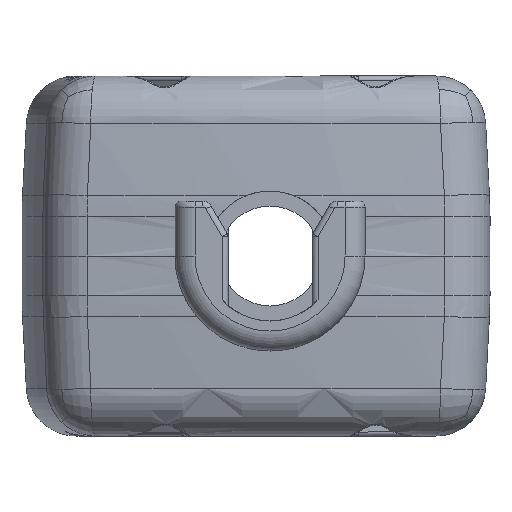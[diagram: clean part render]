
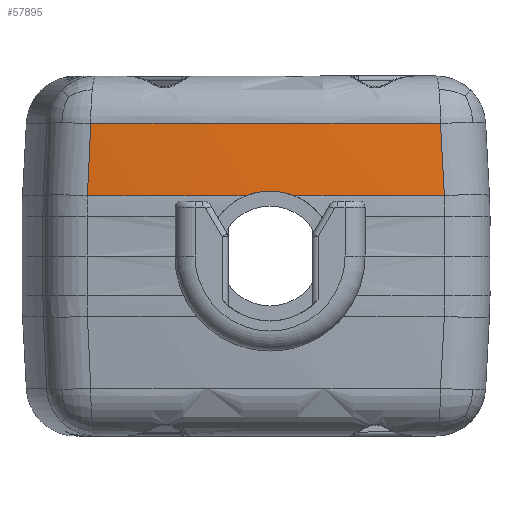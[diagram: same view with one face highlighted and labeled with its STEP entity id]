
A CAD part, front view. The second image highlights one B-rep face of the part: STEP entity #57895.
In plain terms, the highlighted conical face has half-angle 3 degrees and reference radius 90 mm.
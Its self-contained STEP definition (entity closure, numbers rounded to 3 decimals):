
#56=CONICAL_SURFACE('',#61254,90.,0.052);
#426=B_SPLINE_CURVE_WITH_KNOTS('',3,(#101018,#101019,#101020,#101021,#101022,
#101023,#101024,#101025,#101026,#101027,#101028,#101029,#101030,#101031,
#101032,#101033,#101034,#101035,#101036,#101037,#101038,#101039,#101040,
#101041,#101042,#101043,#101044,#101045,#101046,#101047,#101048,#101049,
#101050,#101051,#101052,#101053,#101054,#101055,#101056,#101057,#101058,
#101059,#101060,#101061,#101062,#101063,#101064,#101065,#101066,#101067,
#101068,#101069),.UNSPECIFIED.,.F.,.F.,(4,3,3,3,3,3,3,3,3,3,3,3,3,3,3,3,
3,4),(0.,0.152,0.304,0.457,0.61,
0.763,0.916,1.069,1.222,1.374,
1.45,1.526,1.679,1.831,1.984,
2.138,2.291,2.444),.UNSPECIFIED.);
#481=B_SPLINE_CURVE_WITH_KNOTS('',3,(#105177,#105178,#105179,#105180),
 .UNSPECIFIED.,.F.,.F.,(4,4),(0.,1.),
 .UNSPECIFIED.);
#491=B_SPLINE_CURVE_WITH_KNOTS('',3,(#105530,#105531,#105532,#105533),
 .UNSPECIFIED.,.F.,.F.,(4,4),(0.,1.),
 .UNSPECIFIED.);
#1405=CIRCLE('',#61108,89.973);
#1445=CIRCLE('',#61226,89.784);
#1454=CIRCLE('',#61255,89.973);
#17398=ORIENTED_EDGE('',*,*,#26299,.T.);
#17399=ORIENTED_EDGE('',*,*,#26021,.T.);
#17400=ORIENTED_EDGE('',*,*,#25875,.F.);
#17401=ORIENTED_EDGE('',*,*,#26300,.T.);
#17402=ORIENTED_EDGE('',*,*,#26251,.F.);
#17403=ORIENTED_EDGE('',*,*,#26239,.T.);
#25875=EDGE_CURVE('',#31770,#31771,#426,.T.);
#26021=EDGE_CURVE('',#31862,#31771,#1405,.T.);
#26239=EDGE_CURVE('',#31978,#31977,#1445,.T.);
#26251=EDGE_CURVE('',#31978,#31982,#481,.T.);
#26299=EDGE_CURVE('',#31977,#31862,#491,.F.);
#26300=EDGE_CURVE('',#31770,#31982,#1454,.T.);
#31770=VERTEX_POINT('',#101017);
#31771=VERTEX_POINT('',#101070);
#31862=VERTEX_POINT('',#101781);
#31977=VERTEX_POINT('',#104762);
#31978=VERTEX_POINT('',#104764);
#31982=VERTEX_POINT('',#105181);
#49660=EDGE_LOOP('',(#17398,#17399,#17400,#17401,#17402,#17403));
#52626=FACE_BOUND('',#49660,.T.);
#57895=ADVANCED_FACE('',(#52626),#56,.T.);
#61108=AXIS2_PLACEMENT_3D('',#101791,#74507,#74508);
#61226=AXIS2_PLACEMENT_3D('',#104763,#74874,#74875);
#61254=AXIS2_PLACEMENT_3D('',#105529,#74960,#74961);
#61255=AXIS2_PLACEMENT_3D('',#105534,#74962,#74963);
#74507=DIRECTION('',(0.,0.,-1.));
#74508=DIRECTION('',(-1.,0.,0.));
#74874=DIRECTION('',(0.,0.,1.));
#74875=DIRECTION('',(-1.,0.,0.));
#74960=DIRECTION('',(0.,0.,1.));
#74961=DIRECTION('',(-1.,0.,0.));
#74962=DIRECTION('',(0.,0.,-1.));
#74963=DIRECTION('',(-1.,0.,0.));
#101017=CARTESIAN_POINT('',(11.307,-18.465,-0.523));
#101018=CARTESIAN_POINT('',(11.307,-18.465,-0.523));
#101019=CARTESIAN_POINT('',(11.354,-18.464,-0.542));
#101020=CARTESIAN_POINT('',(11.401,-18.464,-0.559));
#101021=CARTESIAN_POINT('',(11.449,-18.464,-0.575));
#101022=CARTESIAN_POINT('',(11.497,-18.463,-0.592));
#101023=CARTESIAN_POINT('',(11.546,-18.463,-0.607));
#101024=CARTESIAN_POINT('',(11.594,-18.463,-0.621));
#101025=CARTESIAN_POINT('',(11.643,-18.463,-0.635));
#101026=CARTESIAN_POINT('',(11.692,-18.462,-0.648));
#101027=CARTESIAN_POINT('',(11.742,-18.462,-0.66));
#101028=CARTESIAN_POINT('',(11.791,-18.462,-0.672));
#101029=CARTESIAN_POINT('',(11.841,-18.462,-0.683));
#101030=CARTESIAN_POINT('',(11.891,-18.462,-0.693));
#101031=CARTESIAN_POINT('',(11.942,-18.461,-0.702));
#101032=CARTESIAN_POINT('',(11.992,-18.461,-0.71));
#101033=CARTESIAN_POINT('',(12.043,-18.461,-0.718));
#101034=CARTESIAN_POINT('',(12.093,-18.461,-0.725));
#101035=CARTESIAN_POINT('',(12.144,-18.461,-0.731));
#101036=CARTESIAN_POINT('',(12.195,-18.461,-0.736));
#101037=CARTESIAN_POINT('',(12.246,-18.461,-0.74));
#101038=CARTESIAN_POINT('',(12.296,-18.461,-0.744));
#101039=CARTESIAN_POINT('',(12.347,-18.461,-0.746));
#101040=CARTESIAN_POINT('',(12.398,-18.461,-0.749));
#101041=CARTESIAN_POINT('',(12.449,-18.461,-0.75));
#101042=CARTESIAN_POINT('',(12.5,-18.461,-0.75));
#101043=CARTESIAN_POINT('',(12.551,-18.461,-0.75));
#101044=CARTESIAN_POINT('',(12.602,-18.461,-0.749));
#101045=CARTESIAN_POINT('',(12.652,-18.461,-0.746));
#101046=CARTESIAN_POINT('',(12.678,-18.461,-0.745));
#101047=CARTESIAN_POINT('',(12.703,-18.461,-0.744));
#101048=CARTESIAN_POINT('',(12.728,-18.461,-0.742));
#101049=CARTESIAN_POINT('',(12.753,-18.461,-0.74));
#101050=CARTESIAN_POINT('',(12.779,-18.461,-0.738));
#101051=CARTESIAN_POINT('',(12.804,-18.461,-0.736));
#101052=CARTESIAN_POINT('',(12.854,-18.461,-0.731));
#101053=CARTESIAN_POINT('',(12.905,-18.461,-0.725));
#101054=CARTESIAN_POINT('',(12.955,-18.461,-0.718));
#101055=CARTESIAN_POINT('',(13.006,-18.461,-0.711));
#101056=CARTESIAN_POINT('',(13.056,-18.461,-0.703));
#101057=CARTESIAN_POINT('',(13.106,-18.462,-0.693));
#101058=CARTESIAN_POINT('',(13.156,-18.462,-0.684));
#101059=CARTESIAN_POINT('',(13.206,-18.462,-0.673));
#101060=CARTESIAN_POINT('',(13.256,-18.462,-0.661));
#101061=CARTESIAN_POINT('',(13.305,-18.462,-0.649));
#101062=CARTESIAN_POINT('',(13.355,-18.463,-0.636));
#101063=CARTESIAN_POINT('',(13.404,-18.463,-0.622));
#101064=CARTESIAN_POINT('',(13.453,-18.463,-0.608));
#101065=CARTESIAN_POINT('',(13.502,-18.463,-0.592));
#101066=CARTESIAN_POINT('',(13.55,-18.464,-0.576));
#101067=CARTESIAN_POINT('',(13.598,-18.464,-0.559));
#101068=CARTESIAN_POINT('',(13.646,-18.464,-0.542));
#101069=CARTESIAN_POINT('',(13.693,-18.465,-0.523));
#101070=CARTESIAN_POINT('',(13.693,-18.465,-0.523));
#101781=CARTESIAN_POINT('',(21.628,-18.008,-0.523));
#101791=CARTESIAN_POINT('',(12.5,71.5,-0.523));
#104762=CARTESIAN_POINT('',(21.463,-17.835,-4.131));
#104763=CARTESIAN_POINT('',(12.5,71.5,-4.131));
#104764=CARTESIAN_POINT('',(3.976,-17.878,-4.131));
#105177=CARTESIAN_POINT('',(3.976,-17.878,-4.131));
#105178=CARTESIAN_POINT('',(3.911,-17.935,-2.928));
#105179=CARTESIAN_POINT('',(3.847,-17.992,-1.726));
#105180=CARTESIAN_POINT('',(3.782,-18.049,-0.523));
#105181=CARTESIAN_POINT('',(3.782,-18.049,-0.523));
#105529=CARTESIAN_POINT('',(12.5,71.5,0.));
#105530=CARTESIAN_POINT('',(21.628,-18.009,-0.523));
#105531=CARTESIAN_POINT('',(21.573,-17.951,-1.726));
#105532=CARTESIAN_POINT('',(21.518,-17.893,-2.928));
#105533=CARTESIAN_POINT('',(21.463,-17.835,-4.131));
#105534=CARTESIAN_POINT('',(12.5,71.5,-0.523));
